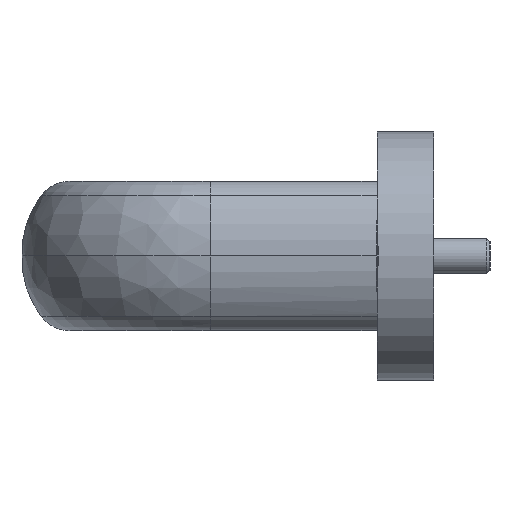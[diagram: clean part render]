
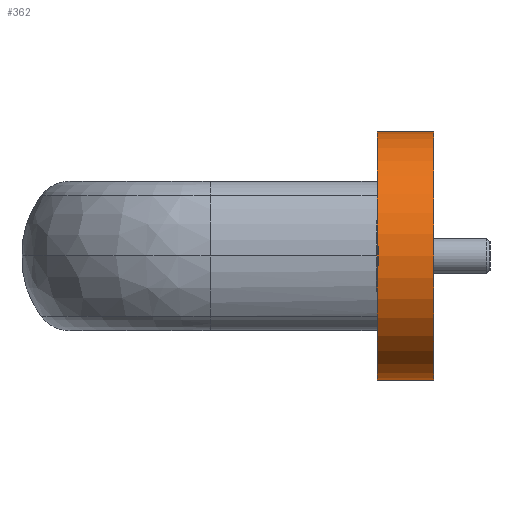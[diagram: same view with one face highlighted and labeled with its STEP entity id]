
A CAD part, left-side view. The second image highlights one B-rep face of the part: STEP entity #362.
In plain terms, the highlighted cylindrical face has radius 17.5 mm (diameter 35 mm), a full revolution.
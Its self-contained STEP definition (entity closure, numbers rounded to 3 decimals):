
#362 = ADVANCED_FACE( '', ( #838, #839 ), #840, .T. );
#838 = FACE_OUTER_BOUND( '', #1485, .T. );
#839 = FACE_OUTER_BOUND( '', #1486, .T. );
#840 = CYLINDRICAL_SURFACE( '', #1487, 17.5 );
#1485 = EDGE_LOOP( '', ( #2490 ) );
#1486 = EDGE_LOOP( '', ( #2491 ) );
#1487 = AXIS2_PLACEMENT_3D( '', #2492, #2493, #2494 );
#2490 = ORIENTED_EDGE( '', *, *, #3440, .F. );
#2491 = ORIENTED_EDGE( '', *, *, #3485, .T. );
#2492 = CARTESIAN_POINT( '', ( 0., 8., 0. ) );
#2493 = DIRECTION( '', ( 0., 1., 0. ) );
#2494 = DIRECTION( '', ( 0., 0., -1. ) );
#3440 = EDGE_CURVE( '', #4104, #4104, #4105, .T. );
#3485 = EDGE_CURVE( '', #4164, #4164, #4165, .T. );
#4104 = VERTEX_POINT( '', #4927 );
#4105 = CIRCLE( '', #4928, 17.5 );
#4164 = VERTEX_POINT( '', #5004 );
#4165 = CIRCLE( '', #5005, 17.5 );
#4927 = CARTESIAN_POINT( '', ( 17.5, 8., 0. ) );
#4928 = AXIS2_PLACEMENT_3D( '', #5665, #5666, #5667 );
#5004 = CARTESIAN_POINT( '', ( 17.5, 0., 0. ) );
#5005 = AXIS2_PLACEMENT_3D( '', #5721, #5722, #5723 );
#5665 = CARTESIAN_POINT( '', ( 0., 8., 0. ) );
#5666 = DIRECTION( '', ( 0., 1., 0. ) );
#5667 = DIRECTION( '', ( 1., 0., 0. ) );
#5721 = CARTESIAN_POINT( '', ( 0., 0., 0. ) );
#5722 = DIRECTION( '', ( 0., 1., 0. ) );
#5723 = DIRECTION( '', ( 1., 0., 0. ) );
